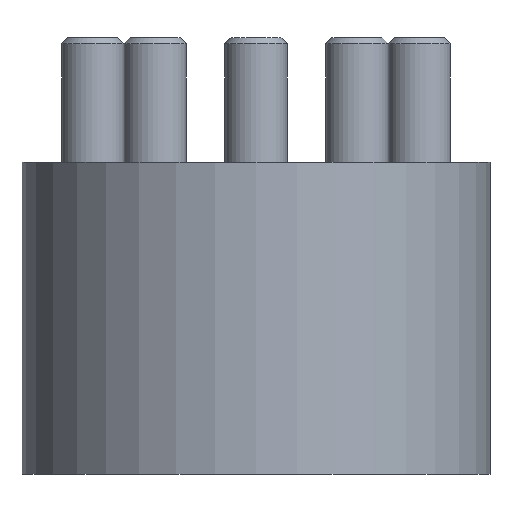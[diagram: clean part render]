
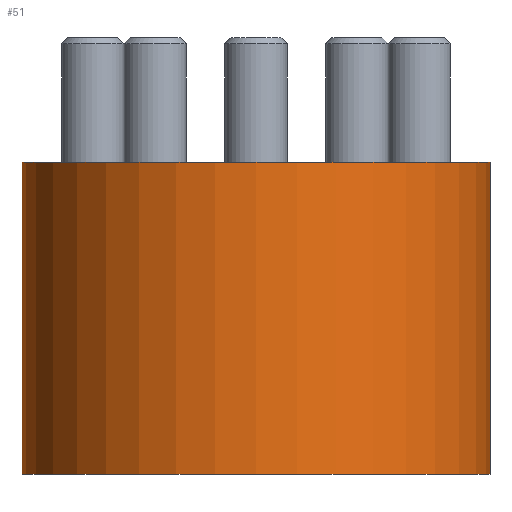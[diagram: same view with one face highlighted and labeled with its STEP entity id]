
A CAD part, front view. The second image highlights one B-rep face of the part: STEP entity #51.
In plain terms, the highlighted cylindrical face has radius 7.5 mm (diameter 15 mm), a full revolution.
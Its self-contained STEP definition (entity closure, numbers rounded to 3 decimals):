
#51=ADVANCED_FACE('',(#104,#106),#108,.T.);
#104=FACE_OUTER_BOUND('',#105,.T.);
#105=EDGE_LOOP('',(#249));
#106=FACE_OUTER_BOUND('',#107,.T.);
#107=EDGE_LOOP('',(#250));
#108=CYLINDRICAL_SURFACE('',#109,7.5);
#109=AXIS2_PLACEMENT_3D('',#110,#111,#112);
#110=CARTESIAN_POINT('',(0.,0.,0.));
#111=DIRECTION('',(0.,0.,1.));
#112=DIRECTION('',(-1.,0.,0.));
#249=ORIENTED_EDGE('',*,*,#278,.F.);
#250=ORIENTED_EDGE('',*,*,#276,.T.);
#276=EDGE_CURVE('',#295,#295,#296,.T.);
#278=EDGE_CURVE('',#299,#299,#300,.T.);
#295=VERTEX_POINT('',#333);
#296=CIRCLE('',#334,7.5);
#299=VERTEX_POINT('',#343);
#300=CIRCLE('',#344,7.5);
#333=CARTESIAN_POINT('',(-7.5,0.,0.));
#334=AXIS2_PLACEMENT_3D('',#335,#336,#337);
#335=CARTESIAN_POINT('',(0.,0.,0.));
#336=DIRECTION('',(0.,0.,1.));
#337=DIRECTION('',(-1.,0.,0.));
#343=CARTESIAN_POINT('',(-7.5,0.,10.));
#344=AXIS2_PLACEMENT_3D('',#345,#346,#347);
#345=CARTESIAN_POINT('',(0.,0.,10.));
#346=DIRECTION('',(0.,0.,1.));
#347=DIRECTION('',(-1.,0.,0.));
